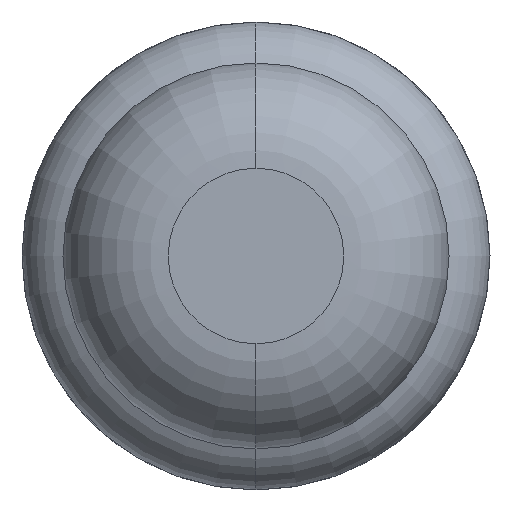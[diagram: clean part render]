
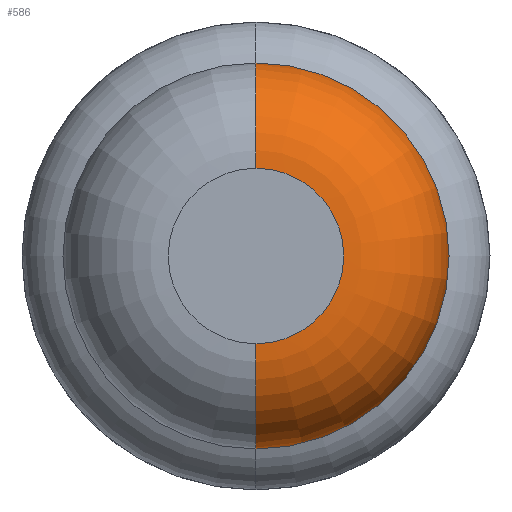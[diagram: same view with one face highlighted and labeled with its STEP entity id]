
A CAD part, front view. The second image highlights one B-rep face of the part: STEP entity #586.
In plain terms, the highlighted toroidal (fillet/blend) face has major radius 0.375 mm and minor radius 0.45 mm.
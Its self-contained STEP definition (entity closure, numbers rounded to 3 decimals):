
#34 = CARTESIAN_POINT ( 'NONE',  ( 0., -27.4, -0.375 ) ) ;
#429 = EDGE_CURVE ( 'NONE', #1281, #1861, #2929, .T. ) ;
#469 = CARTESIAN_POINT ( 'NONE',  ( 0., -26.95, 0. ) ) ;
#586 = ADVANCED_FACE ( 'Defeature ausgef�hrt1_6', ( #4019 ), #2986, .T. ) ;
#602 = CARTESIAN_POINT ( 'NONE',  ( 0., -26.95, 0.825 ) ) ;
#617 = DIRECTION ( 'NONE',  ( 0., 1., 0. ) ) ;
#846 = CIRCLE ( 'NONE', #1155, 0.825 ) ;
#889 = DIRECTION ( 'NONE',  ( 0., 0., -1. ) ) ;
#972 = EDGE_CURVE ( 'Defeature ausgef�hrt1_6+Defeature ausgef�hrt1_5+Defeature ausgef�hrt1_5+Defeature ausgef�hrt1_5', #4444, #1281, #2983, .T. ) ;
#1099 = VERTEX_POINT ( 'NONE', #602 ) ;
#1143 = EDGE_CURVE ( 'NONE', #4444, #1099, #4757, .T. ) ;
#1155 = AXIS2_PLACEMENT_3D ( 'NONE', #469, #2784, #3612 ) ;
#1281 = VERTEX_POINT ( 'NONE', #34 ) ;
#1310 = CARTESIAN_POINT ( 'NONE',  ( 0., -26.95, 0. ) ) ;
#1383 = CARTESIAN_POINT ( 'NONE',  ( 0., -27.4, 0. ) ) ;
#1509 = CARTESIAN_POINT ( 'NONE',  ( 0., -26.95, 0.375 ) ) ;
#1625 = CARTESIAN_POINT ( 'NONE',  ( 0., -26.95, -0.375 ) ) ;
#1861 = VERTEX_POINT ( 'NONE', #2599 ) ;
#1905 = DIRECTION ( 'NONE',  ( 0., 1., 0. ) ) ;
#1908 = ORIENTED_EDGE ( 'NONE', *, *, #2096, .F. ) ;
#2096 = EDGE_CURVE ( 'Defeature ausgef�hrt1_7+Defeature ausgef�hrt1_6+Defeature ausgef�hrt1_6+Defeature ausgef�hrt1_6', #1099, #1861, #846, .T. ) ;
#2242 = CARTESIAN_POINT ( 'NONE',  ( 0., -27.4, 0.375 ) ) ;
#2542 = ORIENTED_EDGE ( 'NONE', *, *, #972, .T. ) ;
#2599 = CARTESIAN_POINT ( 'NONE',  ( 0., -26.95, -0.825 ) ) ;
#2638 = ORIENTED_EDGE ( 'NONE', *, *, #429, .T. ) ;
#2784 = DIRECTION ( 'NONE',  ( 0., 1., 0. ) ) ;
#2929 = CIRCLE ( 'NONE', #4573, 0.45 ) ;
#2949 = DIRECTION ( 'NONE',  ( 0., 0., 1. ) ) ;
#2983 = CIRCLE ( 'NONE', #3384, 0.375 ) ;
#2986 = TOROIDAL_SURFACE ( 'NONE', #2995, 0.375, 0.45 ) ;
#2995 = AXIS2_PLACEMENT_3D ( 'NONE', #1310, #1905, #3422 ) ;
#3116 = AXIS2_PLACEMENT_3D ( 'NONE', #1509, #5065, #3866 ) ;
#3384 = AXIS2_PLACEMENT_3D ( 'NONE', #1383, #617, #2949 ) ;
#3422 = DIRECTION ( 'NONE',  ( 0., 0., 1. ) ) ;
#3612 = DIRECTION ( 'NONE',  ( 0., 0., 1. ) ) ;
#3790 = ORIENTED_EDGE ( 'NONE', *, *, #1143, .F. ) ;
#3866 = DIRECTION ( 'NONE',  ( 0., 0., 1. ) ) ;
#4011 = DIRECTION ( 'NONE',  ( 1., 0., 0. ) ) ;
#4019 = FACE_OUTER_BOUND ( 'NONE', #4350, .T. ) ;
#4350 = EDGE_LOOP ( 'NONE', ( #2542, #2638, #1908, #3790 ) ) ;
#4444 = VERTEX_POINT ( 'NONE', #2242 ) ;
#4573 = AXIS2_PLACEMENT_3D ( 'NONE', #1625, #4011, #889 ) ;
#4757 = CIRCLE ( 'NONE', #3116, 0.45 ) ;
#5065 = DIRECTION ( 'NONE',  ( -1., 0., 0. ) ) ;
